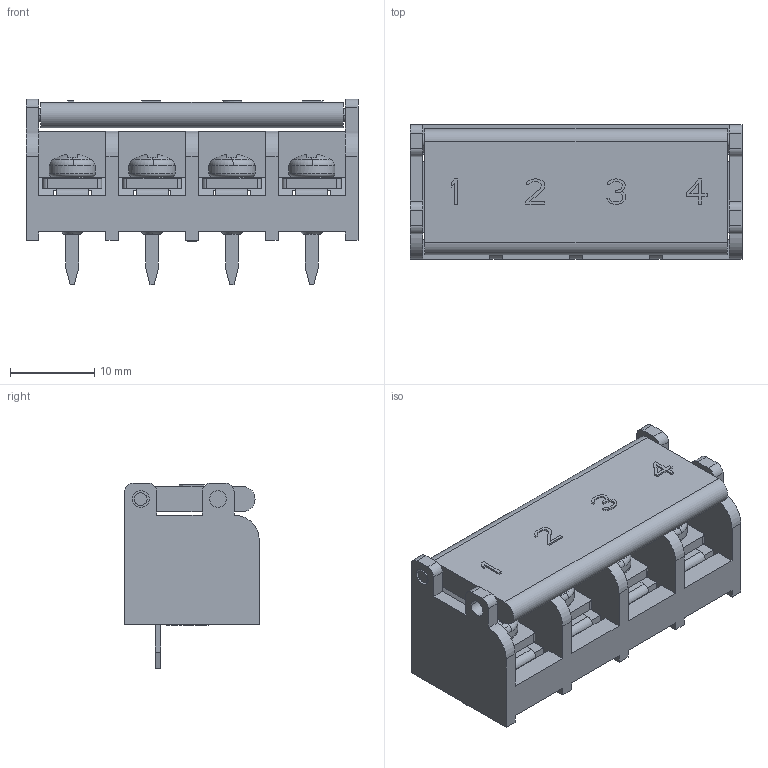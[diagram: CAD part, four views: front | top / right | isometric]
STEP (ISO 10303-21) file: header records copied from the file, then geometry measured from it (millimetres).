
FILE_DESCRIPTION(('STEP AP214'),'1');
FILE_NAME('CONN-TH_4P-P9.50_WJHB9500M-9.5-04P-13-00A.stp','2021-08-18T15:04:12',(' '),(' '),'Spatial InterOp 3D',' ',' ');
FILE_SCHEMA(('AUTOMOTIVE_DESIGN { 1 0 10303 214 1 1 1 1 }'));
Length unit declared in the file: millimetre
Products named in the file (1): PRT0001
Bounding box: 39.5 x 16 x 22.1 mm (x, y, z)
Volume: 4791.9 mm3; surface area: 8099.3 mm2
Topology: 14 solids, 14 shells, 781 faces, 2294 edges, 1552 vertices
Faces by surface type: plane 526, cylinder 147, bspline 40, torus 32, cone 20, sphere 16
Entity records: 46022 total; most frequent: CARTESIAN_POINT 19089, ORIENTED_EDGE 4588, DIRECTION 3934, EDGE_CURVE 2294, LINE 1564, VECTOR 1564, VERTEX_POINT 1552, AXIS2_PLACEMENT_3D 1185
